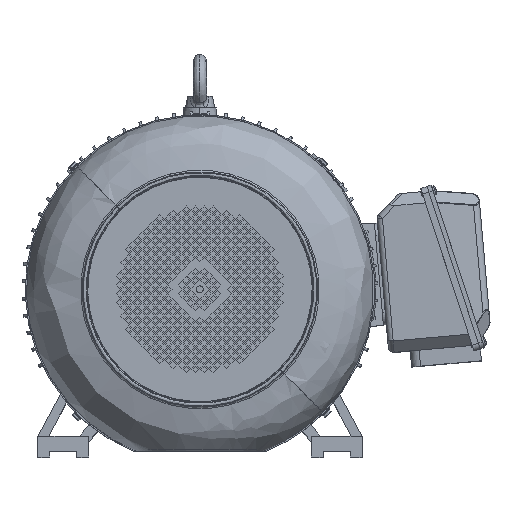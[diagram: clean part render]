
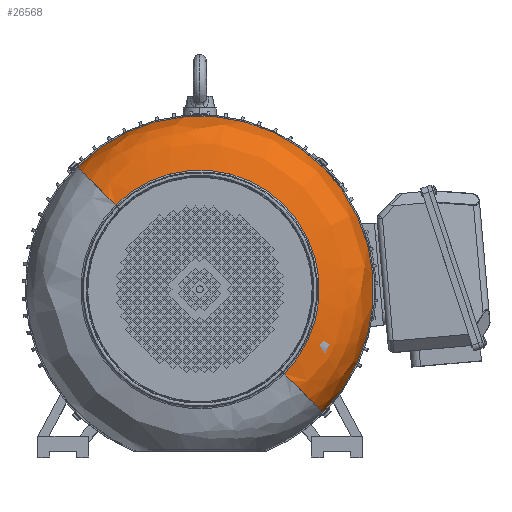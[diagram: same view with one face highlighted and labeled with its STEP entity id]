
A CAD part, top view. The second image highlights one B-rep face of the part: STEP entity #26568.
In plain terms, the highlighted free-form (B-spline) face has degree [3, 3] with [4, 4] control points.
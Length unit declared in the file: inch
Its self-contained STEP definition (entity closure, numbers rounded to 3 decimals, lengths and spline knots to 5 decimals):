
#1327 = CARTESIAN_POINT ( 'NONE',  ( 0., 0., 16.49606 ) ) ;
#2455 = CARTESIAN_POINT ( 'NONE',  ( -8.07203, 8.07203, 16.49606 ) ) ;
#3091 = CARTESIAN_POINT ( 'NONE',  ( 8.07203, -8.07203, 16.49606 ) ) ;
#3781 = CARTESIAN_POINT ( 'NONE',  ( 24.21609, 8.07203, 16.49606 ) ) ;
#7178 = VERTEX_POINT ( 'NONE', #19835 ) ;
#19835 = CARTESIAN_POINT ( 'NONE',  ( -5.54958, 5.54958, 20.05889 ) ) ;
#21096 = CIRCLE ( 'NONE', #63600, 11.41557 ) ;
#23802 = DIRECTION ( 'NONE',  ( 0.707, -0.707, 0. ) ) ;
#25512 = DIRECTION ( 'NONE',  ( -0.707, -0.707, 0. ) ) ;
#26568 = ADVANCED_FACE ( 'NONE', ( #183332 ), #55082, .T. ) ;
#28804 = CIRCLE ( 'NONE', #37514, 3.60236 ) ;
#33309 = EDGE_CURVE ( 'NONE', #96589, #43005, #150894, .T. ) ;
#37514 = AXIS2_PLACEMENT_3D ( 'NONE', #165467, #25512, #41335 ) ;
#40742 = ORIENTED_EDGE ( 'NONE', *, *, #33309, .T. ) ;
#41335 = DIRECTION ( 'NONE',  ( -0.707, 0.707, 0. ) ) ;
#42926 = CARTESIAN_POINT ( 'NONE',  ( 5.54958, -5.54958, 20.05889 ) ) ;
#43005 = VERTEX_POINT ( 'NONE', #123360 ) ;
#47462 = CARTESIAN_POINT ( 'NONE',  ( 5.52493, -5.52493, 16.45669 ) ) ;
#50813 = CARTESIAN_POINT ( 'NONE',  ( -7.01739, 7.01739, 20.03879 ) ) ;
#55082 =( BOUNDED_SURFACE ( )  B_SPLINE_SURFACE ( 3, 3, ( 
 ( #79137, #66602, #161048, #191461 ),
 ( #190762, #159725, #98316, #50813 ),
 ( #67282, #145838, #130706, #177643 ),
 ( #3091, #3781, #65925, #2455 ) ),
 .UNSPECIFIED., .F., .F., .T. ) 
 B_SPLINE_SURFACE_WITH_KNOTS ( ( 4, 4 ),
 ( 4, 4 ),
 ( 0., 1. ),
 ( 0., 1. ),
 .UNSPECIFIED. ) 
 GEOMETRIC_REPRESENTATION_ITEM ( )  RATIONAL_B_SPLINE_SURFACE ( (
 ( 1., 0.333, 0.333, 1.),
 ( 0.81, 0.27, 0.27, 0.81),
 ( 0.81, 0.27, 0.27, 0.81),
 ( 1., 0.333, 0.333, 1.) ) ) 
 REPRESENTATION_ITEM ( '' )  SURFACE ( )  );
#61972 = DIRECTION ( 'NONE',  ( 0.707, 0.707, 0. ) ) ;
#63600 = AXIS2_PLACEMENT_3D ( 'NONE', #1327, #95852, #143378 ) ;
#65925 = CARTESIAN_POINT ( 'NONE',  ( 8.07203, 24.21609, 16.49606 ) ) ;
#66602 = CARTESIAN_POINT ( 'NONE',  ( 16.64875, 5.54958, 20.05889 ) ) ;
#67282 = CARTESIAN_POINT ( 'NONE',  ( 8.05599, -8.05599, 18.57183 ) ) ;
#79137 = CARTESIAN_POINT ( 'NONE',  ( 5.54958, -5.54958, 20.05889 ) ) ;
#79641 = VERTEX_POINT ( 'NONE', #103412 ) ;
#95852 = DIRECTION ( 'NONE',  ( 0., 0., -1. ) ) ;
#96589 = VERTEX_POINT ( 'NONE', #42926 ) ;
#98316 = CARTESIAN_POINT ( 'NONE',  ( 7.01739, 21.05218, 20.03879 ) ) ;
#99013 = AXIS2_PLACEMENT_3D ( 'NONE', #119637, #196892, #23802 ) ;
#103412 = CARTESIAN_POINT ( 'NONE',  ( -8.07203, 8.07203, 16.49606 ) ) ;
#105988 = ORIENTED_EDGE ( 'NONE', *, *, #190272, .F. ) ;
#119637 = CARTESIAN_POINT ( 'NONE',  ( 0., 0., 20.05889 ) ) ;
#123360 = CARTESIAN_POINT ( 'NONE',  ( 8.07203, -8.07203, 16.49606 ) ) ;
#130279 = ORIENTED_EDGE ( 'NONE', *, *, #182338, .F. ) ;
#130706 = CARTESIAN_POINT ( 'NONE',  ( 8.05599, 24.16796, 18.57183 ) ) ;
#143378 = DIRECTION ( 'NONE',  ( 0.707, -0.707, 0. ) ) ;
#145838 = CARTESIAN_POINT ( 'NONE',  ( 24.16796, 8.05599, 18.57183 ) ) ;
#150894 = CIRCLE ( 'NONE', #158365, 3.60236 ) ;
#153216 = EDGE_CURVE ( 'NONE', #7178, #96589, #160444, .T. ) ;
#158365 = AXIS2_PLACEMENT_3D ( 'NONE', #47462, #61972, #172299 ) ;
#159725 = CARTESIAN_POINT ( 'NONE',  ( 21.05218, 7.01739, 20.03879 ) ) ;
#160444 = CIRCLE ( 'NONE', #99013, 7.8483 ) ;
#161048 = CARTESIAN_POINT ( 'NONE',  ( 5.54958, 16.64875, 20.05889 ) ) ;
#165467 = CARTESIAN_POINT ( 'NONE',  ( -5.52493, 5.52493, 16.45669 ) ) ;
#167690 = EDGE_LOOP ( 'NONE', ( #105988, #178301, #40742, #130279 ) ) ;
#172299 = DIRECTION ( 'NONE',  ( 0.707, -0.707, 0. ) ) ;
#177643 = CARTESIAN_POINT ( 'NONE',  ( -8.05599, 8.05599, 18.57183 ) ) ;
#178301 = ORIENTED_EDGE ( 'NONE', *, *, #153216, .T. ) ;
#182338 = EDGE_CURVE ( 'NONE', #79641, #43005, #21096, .T. ) ;
#183332 = FACE_OUTER_BOUND ( 'NONE', #167690, .T. ) ;
#190272 = EDGE_CURVE ( 'NONE', #7178, #79641, #28804, .T. ) ;
#190762 = CARTESIAN_POINT ( 'NONE',  ( 7.01739, -7.01739, 20.03879 ) ) ;
#191461 = CARTESIAN_POINT ( 'NONE',  ( -5.54958, 5.54958, 20.05889 ) ) ;
#196892 = DIRECTION ( 'NONE',  ( 0., 0., -1. ) ) ;
